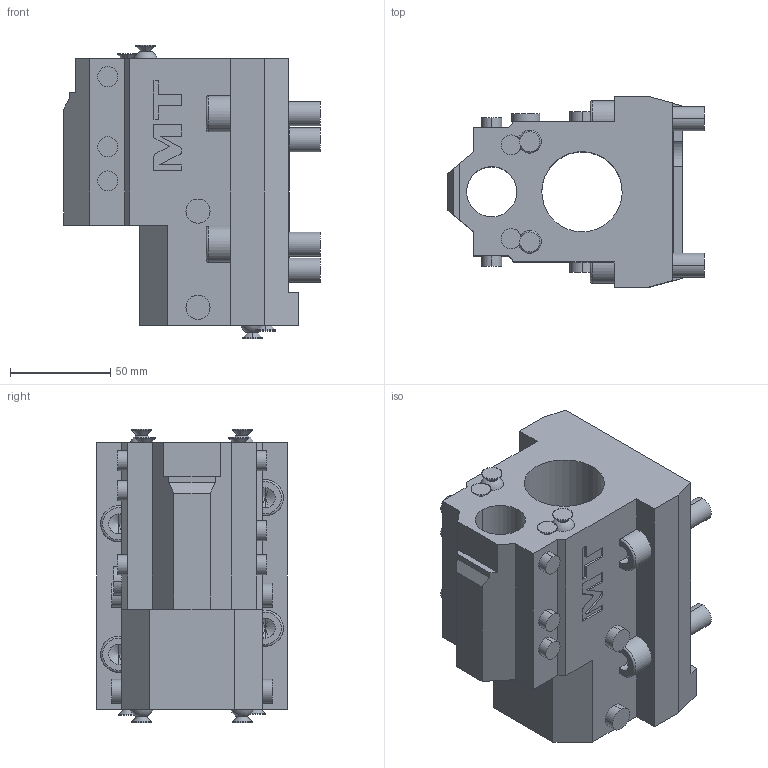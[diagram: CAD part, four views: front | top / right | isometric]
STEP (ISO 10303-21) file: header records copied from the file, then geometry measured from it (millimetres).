
FILE_DESCRIPTION((''),'2;1');
FILE_NAME('OKU1684025_CONF','2024-12-06T15:41:21',('fpalella'),('M.T. srl'),'CREO PARAMETRIC BY PTC INC, 2023352','CREO PARAMETRIC BY PTC INC, 2023352','');
FILE_SCHEMA(('CONFIG_CONTROL_DESIGN'));
Length unit declared in the file: millimetre
Products named in the file (1): OKU1684025_CONF
Bounding box: 128 x 95 x 146.1 mm (x, y, z)
Volume: 751701.2 mm3; surface area: 92634.4 mm2
Topology: 1 solids, 1 shells, 235 faces, 591 edges, 386 vertices
Faces by surface type: plane 118, cylinder 73, cone 26, torus 10, sphere 4, extrusion 4
Entity records: 7435 total; most frequent: CARTESIAN_POINT 1613, DIRECTION 1230, ORIENTED_EDGE 1166, EDGE_CURVE 583, AXIS2_PLACEMENT_3D 438, VERTEX_POINT 386, VECTOR 354, LINE 350
